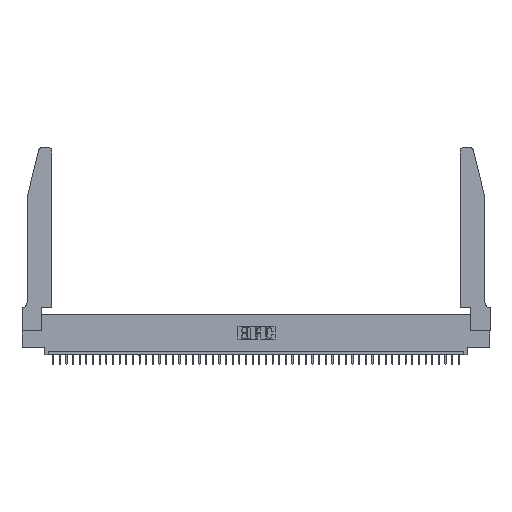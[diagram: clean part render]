
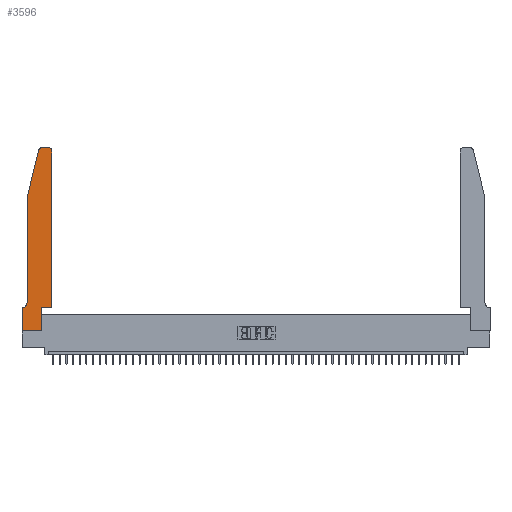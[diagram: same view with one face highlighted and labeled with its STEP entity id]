
A CAD part, top view. The second image highlights one B-rep face of the part: STEP entity #3596.
In plain terms, the highlighted planar face has unit normal (0, 0, 1).
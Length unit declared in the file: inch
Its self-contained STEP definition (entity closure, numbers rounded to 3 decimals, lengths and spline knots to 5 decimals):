
#711 = VERTEX_POINT ( 'NONE', #6934 ) ;
#810 = EDGE_CURVE ( 'NONE', #3484, #3049, #18086, .T. ) ;
#998 = VERTEX_POINT ( 'NONE', #23005 ) ;
#1960 = CARTESIAN_POINT ( 'NONE',  ( 0.4205, 2.75, 0.37 ) ) ;
#2025 = DIRECTION ( 'NONE',  ( 0., 0., -1. ) ) ;
#2153 = CARTESIAN_POINT ( 'NONE',  ( 0.4505, 0.35, 0.37 ) ) ;
#2764 = VERTEX_POINT ( 'NONE', #1960 ) ;
#3033 = CARTESIAN_POINT ( 'NONE',  ( 0.0755, 2., 0.37 ) ) ;
#3049 = VERTEX_POINT ( 'NONE', #38127 ) ;
#3484 = VERTEX_POINT ( 'NONE', #3568 ) ;
#3522 = EDGE_CURVE ( 'NONE', #31942, #28846, #41455, .T. ) ;
#3568 = CARTESIAN_POINT ( 'NONE',  ( 0.2865, 0., 0.37 ) ) ;
#3596 = ADVANCED_FACE ( 'NONE', ( #26387 ), #14493, .T. ) ;
#3703 = ORIENTED_EDGE ( 'NONE', *, *, #810, .T. ) ;
#3749 = DIRECTION ( 'NONE',  ( 0., 0., 1. ) ) ;
#4100 = ORIENTED_EDGE ( 'NONE', *, *, #5538, .T. ) ;
#4355 = CARTESIAN_POINT ( 'NONE',  ( 0.4505, 0.35, 0.37 ) ) ;
#4499 = EDGE_CURVE ( 'NONE', #46096, #31942, #16103, .T. ) ;
#5538 = EDGE_CURVE ( 'NONE', #2764, #46096, #47035, .T. ) ;
#6037 = AXIS2_PLACEMENT_3D ( 'NONE', #29291, #3749, #18881 ) ;
#6678 = DIRECTION ( 'NONE',  ( 0., 1., 0. ) ) ;
#6934 = CARTESIAN_POINT ( 'NONE',  ( 0., 0., 0.37 ) ) ;
#7182 = CARTESIAN_POINT ( 'NONE',  ( 0.2865, 0.35, 0.37 ) ) ;
#8804 = CARTESIAN_POINT ( 'NONE',  ( 0., 0.35, 0.37 ) ) ;
#9983 = CIRCLE ( 'NONE', #6037, 0.03 ) ;
#10290 = CARTESIAN_POINT ( 'NONE',  ( 0., 0.35, 0.37 ) ) ;
#13487 = DIRECTION ( 'NONE',  ( 0., -1., 0. ) ) ;
#13699 = CARTESIAN_POINT ( 'NONE',  ( 0., 0., 0.37 ) ) ;
#14493 = PLANE ( 'NONE',  #23135 ) ;
#14546 = DIRECTION ( 'NONE',  ( -1., 0., 0. ) ) ;
#14668 = EDGE_CURVE ( 'NONE', #28846, #28427, #43899, .T. ) ;
#15108 = ORIENTED_EDGE ( 'NONE', *, *, #14668, .T. ) ;
#15598 = VERTEX_POINT ( 'NONE', #36843 ) ;
#15777 = DIRECTION ( 'NONE',  ( 1., 0., 0. ) ) ;
#16058 = DIRECTION ( 'NONE',  ( 1., 0., 0. ) ) ;
#16103 = CIRCLE ( 'NONE', #42178, 0.03 ) ;
#16289 = LINE ( 'NONE', #31413, #16811 ) ;
#16500 = DIRECTION ( 'NONE',  ( 0., 0., 1. ) ) ;
#16811 = VECTOR ( 'NONE', #16058, 39.37008 ) ;
#17287 = DIRECTION ( 'NONE',  ( 1., 0., 0. ) ) ;
#18086 = LINE ( 'NONE', #7182, #35266 ) ;
#18881 = DIRECTION ( 'NONE',  ( 1., 0., 0. ) ) ;
#19725 = CARTESIAN_POINT ( 'NONE',  ( 0.284, 2.72, 0.37 ) ) ;
#20328 = DIRECTION ( 'NONE',  ( -1., 0., 0. ) ) ;
#20724 = VECTOR ( 'NONE', #34622, 39.37008 ) ;
#20893 = CIRCLE ( 'NONE', #33612, 0.07 ) ;
#21672 = DIRECTION ( 'NONE',  ( 1., 0., 0. ) ) ;
#22863 = ORIENTED_EDGE ( 'NONE', *, *, #40824, .T. ) ;
#23005 = CARTESIAN_POINT ( 'NONE',  ( 0.0055, 0.35, 0.37 ) ) ;
#23135 = AXIS2_PLACEMENT_3D ( 'NONE', #10290, #29617, #21672 ) ;
#23138 = VECTOR ( 'NONE', #17287, 39.37008 ) ;
#24387 = CARTESIAN_POINT ( 'NONE',  ( 0.0755, 2., 0.37 ) ) ;
#24484 = EDGE_CURVE ( 'NONE', #28059, #15598, #26927, .T. ) ;
#25080 = LINE ( 'NONE', #13699, #27813 ) ;
#25634 = ORIENTED_EDGE ( 'NONE', *, *, #4499, .T. ) ;
#26387 = FACE_OUTER_BOUND ( 'NONE', #31530, .T. ) ;
#26695 = CARTESIAN_POINT ( 'NONE',  ( 0.4505, 0.35, 0.37 ) ) ;
#26927 = LINE ( 'NONE', #4355, #20724 ) ;
#27813 = VECTOR ( 'NONE', #44603, 39.37008 ) ;
#28059 = VERTEX_POINT ( 'NONE', #26695 ) ;
#28308 = CARTESIAN_POINT ( 'NONE',  ( 0.284, 2.75, 0.37 ) ) ;
#28427 = VERTEX_POINT ( 'NONE', #36817 ) ;
#28846 = VERTEX_POINT ( 'NONE', #3033 ) ;
#29232 = ORIENTED_EDGE ( 'NONE', *, *, #3522, .T. ) ;
#29291 = CARTESIAN_POINT ( 'NONE',  ( 0.4205, 2.72, 0.37 ) ) ;
#29347 = CARTESIAN_POINT ( 'NONE',  ( 0.25487, 2.72718, 0.37 ) ) ;
#29617 = DIRECTION ( 'NONE',  ( 0., 0., 1. ) ) ;
#31413 = CARTESIAN_POINT ( 'NONE',  ( 0., 0., 0.37 ) ) ;
#31530 = EDGE_LOOP ( 'NONE', ( #4100, #25634, #29232, #15108, #38633, #34758, #32172, #42399, #3703, #47116, #40822, #22863 ) ) ;
#31942 = VERTEX_POINT ( 'NONE', #29347 ) ;
#32172 = ORIENTED_EDGE ( 'NONE', *, *, #33637, .T. ) ;
#32492 = CARTESIAN_POINT ( 'NONE',  ( 0.2605, 2.75, 0.37 ) ) ;
#33202 = EDGE_CURVE ( 'NONE', #3049, #28059, #35884, .T. ) ;
#33304 = VECTOR ( 'NONE', #13487, 39.37008 ) ;
#33612 = AXIS2_PLACEMENT_3D ( 'NONE', #43865, #2025, #39447 ) ;
#33637 = EDGE_CURVE ( 'NONE', #38733, #711, #25080, .T. ) ;
#33652 = LINE ( 'NONE', #44969, #39284 ) ;
#34476 = EDGE_CURVE ( 'NONE', #711, #3484, #16289, .T. ) ;
#34622 = DIRECTION ( 'NONE',  ( 0., 1., 0. ) ) ;
#34758 = ORIENTED_EDGE ( 'NONE', *, *, #39867, .T. ) ;
#35266 = VECTOR ( 'NONE', #6678, 39.37008 ) ;
#35884 = LINE ( 'NONE', #2153, #23138 ) ;
#36738 = EDGE_CURVE ( 'NONE', #28427, #998, #20893, .T. ) ;
#36817 = CARTESIAN_POINT ( 'NONE',  ( 0.0755, 0.42, 0.37 ) ) ;
#36843 = CARTESIAN_POINT ( 'NONE',  ( 0.4505, 2.72, 0.37 ) ) ;
#37532 = DIRECTION ( 'NONE',  ( -0.239, -0.971, 0. ) ) ;
#38127 = CARTESIAN_POINT ( 'NONE',  ( 0.2865, 0.35, 0.37 ) ) ;
#38633 = ORIENTED_EDGE ( 'NONE', *, *, #36738, .T. ) ;
#38733 = VERTEX_POINT ( 'NONE', #8804 ) ;
#39284 = VECTOR ( 'NONE', #14546, 39.37008 ) ;
#39447 = DIRECTION ( 'NONE',  ( -1., 0., 0. ) ) ;
#39867 = EDGE_CURVE ( 'NONE', #998, #38733, #33652, .T. ) ;
#40822 = ORIENTED_EDGE ( 'NONE', *, *, #24484, .T. ) ;
#40824 = EDGE_CURVE ( 'NONE', #15598, #2764, #9983, .T. ) ;
#41455 = LINE ( 'NONE', #44414, #45279 ) ;
#42178 = AXIS2_PLACEMENT_3D ( 'NONE', #19725, #16500, #15777 ) ;
#42399 = ORIENTED_EDGE ( 'NONE', *, *, #34476, .T. ) ;
#43865 = CARTESIAN_POINT ( 'NONE',  ( 0.0055, 0.42, 0.37 ) ) ;
#43899 = LINE ( 'NONE', #24387, #33304 ) ;
#44414 = CARTESIAN_POINT ( 'NONE',  ( 0.0755, 2., 0.37 ) ) ;
#44603 = DIRECTION ( 'NONE',  ( 0., -1., 0. ) ) ;
#44969 = CARTESIAN_POINT ( 'NONE',  ( 0.0755, 0.35, 0.37 ) ) ;
#45279 = VECTOR ( 'NONE', #37532, 39.37008 ) ;
#46096 = VERTEX_POINT ( 'NONE', #28308 ) ;
#46952 = VECTOR ( 'NONE', #20328, 39.37008 ) ;
#47035 = LINE ( 'NONE', #32492, #46952 ) ;
#47116 = ORIENTED_EDGE ( 'NONE', *, *, #33202, .T. ) ;
